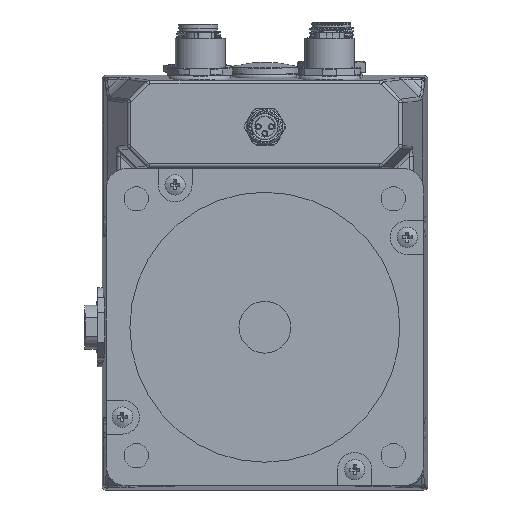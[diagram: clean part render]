
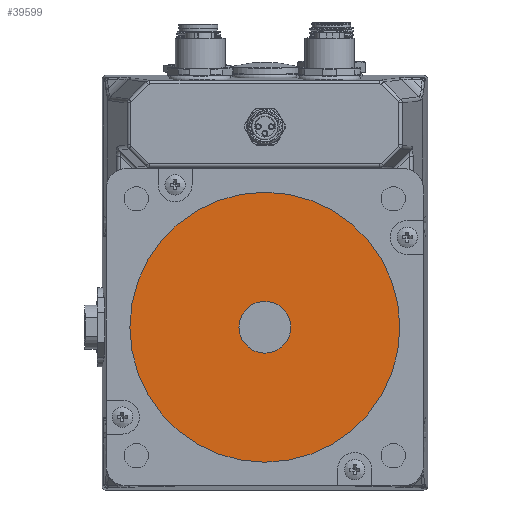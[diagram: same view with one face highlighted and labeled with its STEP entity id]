
A CAD part, front view. The second image highlights one B-rep face of the part: STEP entity #39599.
In plain terms, the highlighted planar face has unit normal (0, -1, 0).
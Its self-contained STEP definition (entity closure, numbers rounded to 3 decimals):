
#813=FACE_BOUND('',#14238,.T.);
#1748=PLANE('',#43333);
#11874=FACE_OUTER_BOUND('',#14237,.T.);
#14237=EDGE_LOOP('',(#36081));
#14238=EDGE_LOOP('',(#36082));
#16052=CIRCLE('',#43318,7.);
#16061=CIRCLE('',#43334,36.513);
#20087=VERTEX_POINT('',#98522);
#20112=VERTEX_POINT('',#98582);
#25429=EDGE_CURVE('',#20087,#20087,#16052,.T.);
#25456=EDGE_CURVE('',#20112,#20112,#16061,.T.);
#36081=ORIENTED_EDGE('',*,*,#25456,.F.);
#36082=ORIENTED_EDGE('',*,*,#25429,.T.);
#39599=ADVANCED_FACE('',(#11874,#813),#1748,.F.);
#43318=AXIS2_PLACEMENT_3D('',#98524,#53227,#53228);
#43333=AXIS2_PLACEMENT_3D('',#98581,#53275,#53276);
#43334=AXIS2_PLACEMENT_3D('',#98583,#53277,#53278);
#53227=DIRECTION('center_axis',(0.,1.,0.));
#53228=DIRECTION('ref_axis',(1.,0.,0.));
#53275=DIRECTION('center_axis',(0.,1.,0.));
#53276=DIRECTION('ref_axis',(-1.,0.,0.));
#53277=DIRECTION('center_axis',(0.,1.,0.));
#53278=DIRECTION('ref_axis',(-1.,0.,0.));
#98522=CARTESIAN_POINT('',(-7.,-138.,43.91));
#98524=CARTESIAN_POINT('Origin',(0.,-138.,43.91));
#98581=CARTESIAN_POINT('Origin',(0.,-138.,43.91));
#98582=CARTESIAN_POINT('',(36.513,-138.,43.91));
#98583=CARTESIAN_POINT('Origin',(0.,-138.,43.91));
